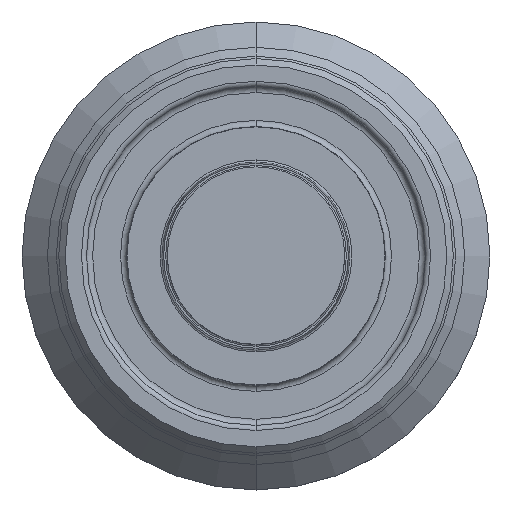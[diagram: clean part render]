
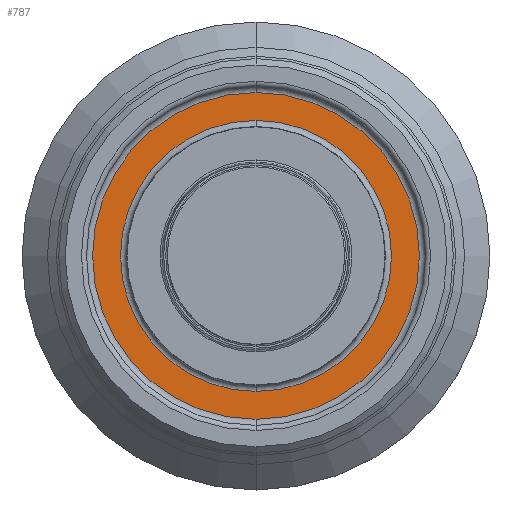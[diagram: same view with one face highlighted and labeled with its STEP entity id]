
A CAD part, top view. The second image highlights one B-rep face of the part: STEP entity #787.
In plain terms, the highlighted face is planar.
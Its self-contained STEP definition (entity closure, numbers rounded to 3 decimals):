
#240=CARTESIAN_POINT('',(0.,0.,0.37));
#241=DIRECTION('',(0.,0.,-1.));
#242=DIRECTION('',(0.,1.,0.));
#243=AXIS2_PLACEMENT_3D('',#240,#241,#242);
#248=CARTESIAN_POINT('',(0.,0.,0.37));
#249=DIRECTION('',(0.,0.,1.));
#250=DIRECTION('',(0.,1.,0.));
#251=AXIS2_PLACEMENT_3D('',#248,#249,#250);
#272=CARTESIAN_POINT('',(0.,0.,0.37));
#273=DIRECTION('',(0.,0.,1.));
#274=DIRECTION('',(0.,1.,0.));
#275=AXIS2_PLACEMENT_3D('',#272,#273,#274);
#280=CARTESIAN_POINT('',(0.,0.,0.37));
#281=DIRECTION('',(0.,0.,-1.));
#282=DIRECTION('',(0.,1.,0.));
#283=AXIS2_PLACEMENT_3D('',#280,#281,#282);
#504=CARTESIAN_POINT('',(0.,6.285,0.37));
#505=VERTEX_POINT('',#504);
#506=CARTESIAN_POINT('',(0.,7.577,0.37));
#508=VERTEX_POINT('',#506);
#540=CARTESIAN_POINT('',(0.,-6.285,0.37));
#541=VERTEX_POINT('',#540);
#542=CARTESIAN_POINT('',(0.,-7.577,0.37));
#544=VERTEX_POINT('',#542);
#772=CARTESIAN_POINT('',(0.,0.,0.37));
#773=DIRECTION('',(0.,0.,-1.));
#774=DIRECTION('',(0.,-1.,0.));
#775=AXIS2_PLACEMENT_3D('',#772,#773,#774);
#776=PLANE('',#775);
#778=ORIENTED_EDGE('',*,*,#777,.T.);
#780=ORIENTED_EDGE('',*,*,#779,.F.);
#781=EDGE_LOOP('',(#778,#780));
#782=FACE_OUTER_BOUND('',#781,.F.);
#783=ORIENTED_EDGE('',*,*,#754,.T.);
#784=ORIENTED_EDGE('',*,*,#765,.F.);
#785=EDGE_LOOP('',(#783,#784));
#786=FACE_BOUND('',#785,.F.);
#787=ADVANCED_FACE('',(#782,#786),#776,.T.);
#244=CIRCLE('',#243,6.285);
#252=CIRCLE('',#251,6.285);
#276=CIRCLE('',#275,7.577);
#284=CIRCLE('',#283,7.577);
#754=EDGE_CURVE('',#505,#541,#244,.T.);
#765=EDGE_CURVE('',#505,#541,#252,.T.);
#777=EDGE_CURVE('',#508,#544,#276,.T.);
#779=EDGE_CURVE('',#508,#544,#284,.T.);
